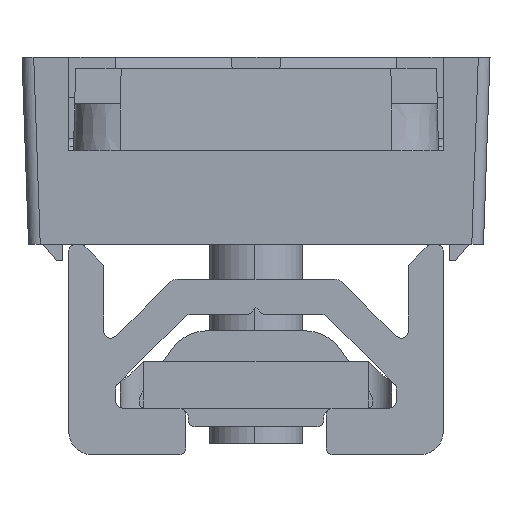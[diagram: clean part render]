
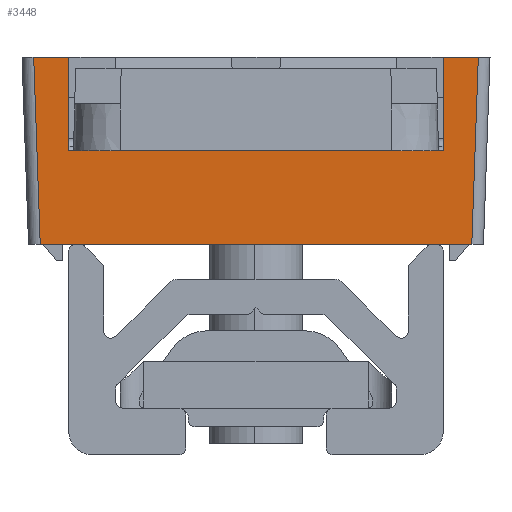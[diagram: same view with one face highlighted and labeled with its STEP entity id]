
A CAD part, front view. The second image highlights one B-rep face of the part: STEP entity #3448.
In plain terms, the highlighted planar face has unit normal (0, -0.999, -0.035).
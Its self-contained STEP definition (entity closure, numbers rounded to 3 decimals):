
#83 = ORIENTED_EDGE ( 'NONE', *, *, #11380, .F. ) ;
#116 = DIRECTION ( 'NONE',  ( 1., 0., 0. ) ) ;
#233 = DIRECTION ( 'NONE',  ( 0., -0.999, -0.035 ) ) ;
#244 = CARTESIAN_POINT ( 'NONE',  ( -18.311, -22.795, 11.084 ) ) ;
#445 = VERTEX_POINT ( 'NONE', #2253 ) ;
#947 = DIRECTION ( 'NONE',  ( 0.035, -0.035, 0.999 ) ) ;
#1017 = EDGE_CURVE ( 'NONE', #10645, #12397, #10151, .T. ) ;
#1601 = CARTESIAN_POINT ( 'NONE',  ( -37.312, -22.795, 11.084 ) ) ;
#2059 = VERTEX_POINT ( 'NONE', #11728 ) ;
#2202 = DIRECTION ( 'NONE',  ( 1., 0., 0. ) ) ;
#2253 = CARTESIAN_POINT ( 'NONE',  ( -35.812, -22.795, 11.084 ) ) ;
#2427 = EDGE_CURVE ( 'NONE', #3904, #10728, #9562, .T. ) ;
#2450 = AXIS2_PLACEMENT_3D ( 'NONE', #5075, #233, #10377 ) ;
#2747 = EDGE_CURVE ( 'NONE', #8706, #445, #8727, .T. ) ;
#2769 = VECTOR ( 'NONE', #2202, 1000. ) ;
#3191 = VECTOR ( 'NONE', #12439, 1000. ) ;
#3242 = ORIENTED_EDGE ( 'NONE', *, *, #12435, .T. ) ;
#3277 = LINE ( 'NONE', #8396, #7036 ) ;
#3448 = ADVANCED_FACE ( 'NONE', ( #12335 ), #11253, .T. ) ;
#3450 = ORIENTED_EDGE ( 'NONE', *, *, #4813, .T. ) ;
#3724 = VECTOR ( 'NONE', #4375, 1000. ) ;
#3904 = VERTEX_POINT ( 'NONE', #6589 ) ;
#4020 = CARTESIAN_POINT ( 'NONE',  ( -37.812, -22.795, 11.084 ) ) ;
#4075 = LINE ( 'NONE', #7438, #10140 ) ;
#4165 = LINE ( 'NONE', #8269, #3191 ) ;
#4340 = ORIENTED_EDGE ( 'NONE', *, *, #2747, .T. ) ;
#4375 = DIRECTION ( 'NONE',  ( 0., -0.035, 0.999 ) ) ;
#4455 = CARTESIAN_POINT ( 'NONE',  ( -19.812, -22.795, 11.084 ) ) ;
#4756 = CARTESIAN_POINT ( 'NONE',  ( -35.812, -22.795, 11.084 ) ) ;
#4813 = EDGE_CURVE ( 'NONE', #10728, #8706, #11849, .T. ) ;
#4853 = CARTESIAN_POINT ( 'NONE',  ( -35.812, -22.655, 7.084 ) ) ;
#5075 = CARTESIAN_POINT ( 'NONE',  ( -37.812, -22.795, 11.084 ) ) ;
#5321 = CARTESIAN_POINT ( 'NONE',  ( -18.591, -22.515, 3.084 ) ) ;
#5476 = ORIENTED_EDGE ( 'NONE', *, *, #10935, .F. ) ;
#6049 = VECTOR ( 'NONE', #947, 1000. ) ;
#6104 = EDGE_LOOP ( 'NONE', ( #3242, #10047, #5476, #12858, #3450, #4340, #83, #9573 ) ) ;
#6445 = DIRECTION ( 'NONE',  ( 0.035, 0.035, -0.999 ) ) ;
#6589 = CARTESIAN_POINT ( 'NONE',  ( -19.812, -22.795, 11.084 ) ) ;
#7036 = VECTOR ( 'NONE', #6445, 1000. ) ;
#7174 = LINE ( 'NONE', #4020, #2769 ) ;
#7438 = CARTESIAN_POINT ( 'NONE',  ( -37.812, -22.515, 3.084 ) ) ;
#8010 = CARTESIAN_POINT ( 'NONE',  ( -18.335, -22.771, 10.404 ) ) ;
#8269 = CARTESIAN_POINT ( 'NONE',  ( -37.812, -22.795, 11.084 ) ) ;
#8396 = CARTESIAN_POINT ( 'NONE',  ( -37.312, -22.795, 11.101 ) ) ;
#8559 = DIRECTION ( 'NONE',  ( 0., 0.035, -0.999 ) ) ;
#8706 = VERTEX_POINT ( 'NONE', #4853 ) ;
#8727 = LINE ( 'NONE', #4756, #3724 ) ;
#9311 = VECTOR ( 'NONE', #9844, 1000. ) ;
#9562 = LINE ( 'NONE', #4455, #10362 ) ;
#9573 = ORIENTED_EDGE ( 'NONE', *, *, #9985, .T. ) ;
#9844 = DIRECTION ( 'NONE',  ( -1., 0., 0. ) ) ;
#9985 = EDGE_CURVE ( 'NONE', #10087, #2059, #3277, .T. ) ;
#10047 = ORIENTED_EDGE ( 'NONE', *, *, #1017, .T. ) ;
#10087 = VERTEX_POINT ( 'NONE', #1601 ) ;
#10140 = VECTOR ( 'NONE', #116, 1000. ) ;
#10151 = LINE ( 'NONE', #8010, #6049 ) ;
#10362 = VECTOR ( 'NONE', #8559, 1000. ) ;
#10377 = DIRECTION ( 'NONE',  ( 0., 0.035, -0.999 ) ) ;
#10645 = VERTEX_POINT ( 'NONE', #5321 ) ;
#10728 = VERTEX_POINT ( 'NONE', #11570 ) ;
#10839 = CARTESIAN_POINT ( 'NONE',  ( -37.812, -22.655, 7.084 ) ) ;
#10935 = EDGE_CURVE ( 'NONE', #3904, #12397, #4165, .T. ) ;
#11253 = PLANE ( 'NONE',  #2450 ) ;
#11380 = EDGE_CURVE ( 'NONE', #10087, #445, #7174, .T. ) ;
#11570 = CARTESIAN_POINT ( 'NONE',  ( -19.812, -22.655, 7.084 ) ) ;
#11728 = CARTESIAN_POINT ( 'NONE',  ( -37.032, -22.515, 3.084 ) ) ;
#11849 = LINE ( 'NONE', #10839, #9311 ) ;
#12335 = FACE_OUTER_BOUND ( 'NONE', #6104, .T. ) ;
#12397 = VERTEX_POINT ( 'NONE', #244 ) ;
#12435 = EDGE_CURVE ( 'NONE', #2059, #10645, #4075, .T. ) ;
#12439 = DIRECTION ( 'NONE',  ( 1., 0., 0. ) ) ;
#12858 = ORIENTED_EDGE ( 'NONE', *, *, #2427, .T. ) ;
